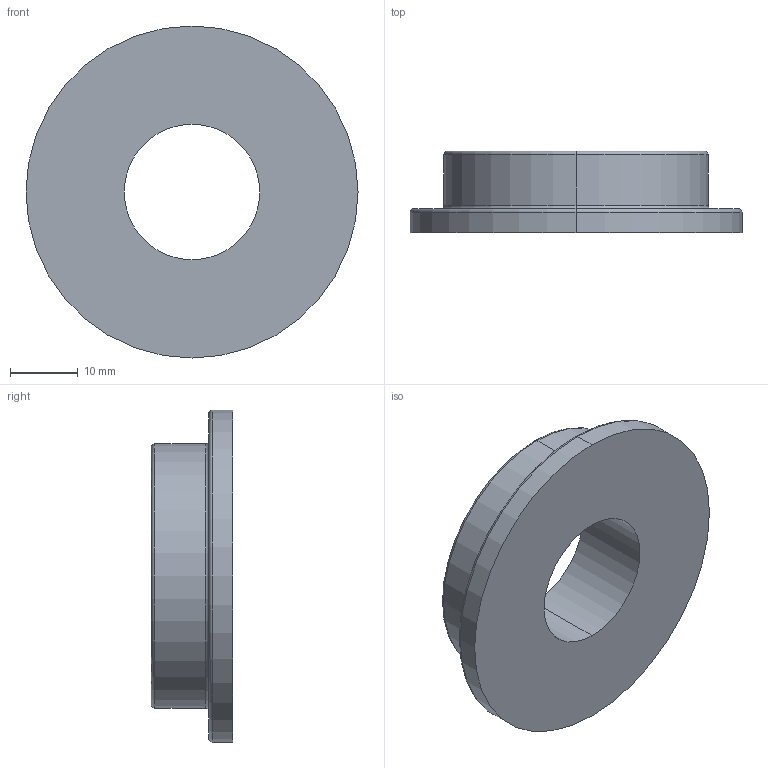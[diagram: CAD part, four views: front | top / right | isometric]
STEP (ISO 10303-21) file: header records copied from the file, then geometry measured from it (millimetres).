
FILE_DESCRIPTION (( 'STEP AP203' ), '1' );
FILE_NAME ('6th Axis Arm_Default_sldprt.STEP', '2022-06-04T20:59:40', ( '' ), ( '' ), 'SwSTEP 2.0', 'SolidWorks 2020', '' );
FILE_SCHEMA (( 'CONFIG_CONTROL_DESIGN' ));
Length unit declared in the file: millimetre
Products named in the file (1): 6th Axis Arm_Default_sldprt
Bounding box: 49 x 12 x 49 mm (x, y, z)
Volume: 12604.8 mm3; surface area: 5856.1 mm2
Topology: 1 solids, 1 shells, 45 faces, 100 edges, 53 vertices
Faces by surface type: cone 20, cylinder 16, torus 6, plane 3
Entity records: 1251 total; most frequent: DIRECTION 236, CARTESIAN_POINT 189, ORIENTED_EDGE 180, AXIS2_PLACEMENT_3D 100, EDGE_CURVE 90, CIRCLE 54, EDGE_LOOP 53, VERTEX_POINT 53
